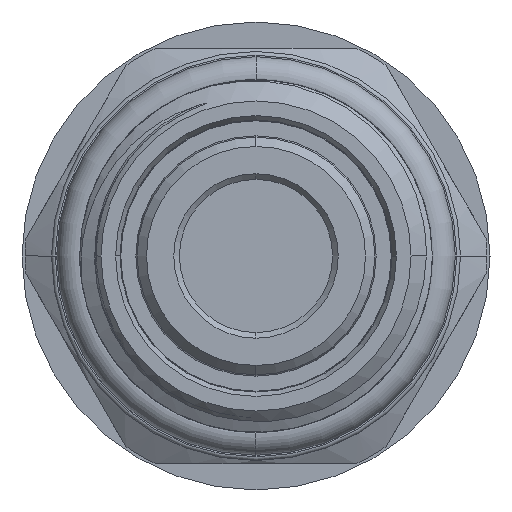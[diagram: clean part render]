
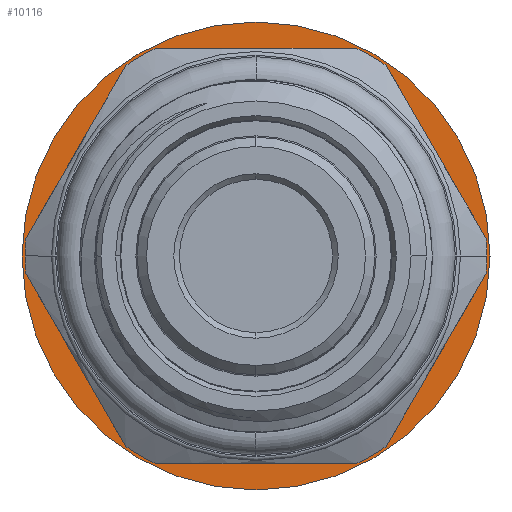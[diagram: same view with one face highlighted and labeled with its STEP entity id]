
A CAD part, left-side view. The second image highlights one B-rep face of the part: STEP entity #10116.
In plain terms, the highlighted planar face has unit normal (-1, 0, 0).
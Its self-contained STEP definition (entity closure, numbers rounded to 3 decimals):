
#326 = VERTEX_POINT ( 'NONE', #7133 ) ;
#370 = EDGE_CURVE ( 'NONE', #10259, #326, #10926, .T. ) ;
#375 = DIRECTION ( 'NONE',  ( 1., 0., 0. ) ) ;
#641 = ORIENTED_EDGE ( 'NONE', *, *, #6345, .T. ) ;
#809 = DIRECTION ( 'NONE',  ( 0., 1., 0. ) ) ;
#1647 = DIRECTION ( 'NONE',  ( 0., -1., 0. ) ) ;
#1765 = PLANE ( 'NONE',  #10134 ) ;
#1962 = CARTESIAN_POINT ( 'NONE',  ( 38.543, -10.725, 0. ) ) ;
#2113 = ORIENTED_EDGE ( 'NONE', *, *, #7330, .T. ) ;
#2169 = CARTESIAN_POINT ( 'NONE',  ( 38.543, 0., 0. ) ) ;
#2847 = DIRECTION ( 'NONE',  ( -1., 0., 0. ) ) ;
#2908 = CARTESIAN_POINT ( 'NONE',  ( 38.543, 12.5, 0. ) ) ;
#2935 = AXIS2_PLACEMENT_3D ( 'NONE', #2169, #10324, #8556 ) ;
#3002 = CIRCLE ( 'NONE', #7666, 12.5 ) ;
#3691 = EDGE_LOOP ( 'NONE', ( #641, #6289 ) ) ;
#3743 = FACE_OUTER_BOUND ( 'NONE', #3691, .T. ) ;
#4316 = AXIS2_PLACEMENT_3D ( 'NONE', #5753, #375, #8441 ) ;
#4341 = DIRECTION ( 'NONE',  ( -1., 0., 0. ) ) ;
#4902 = FACE_BOUND ( 'NONE', #6867, .T. ) ;
#5753 = CARTESIAN_POINT ( 'NONE',  ( 38.543, 0., 0. ) ) ;
#5996 = VERTEX_POINT ( 'NONE', #2908 ) ;
#6143 = CIRCLE ( 'NONE', #4316, 10.725 ) ;
#6161 = ORIENTED_EDGE ( 'NONE', *, *, #370, .T. ) ;
#6209 = CARTESIAN_POINT ( 'NONE',  ( 38.543, 0., 0. ) ) ;
#6277 = DIRECTION ( 'NONE',  ( 1., 0., 0. ) ) ;
#6289 = ORIENTED_EDGE ( 'NONE', *, *, #8149, .T. ) ;
#6345 = EDGE_CURVE ( 'NONE', #11683, #5996, #3002, .T. ) ;
#6867 = EDGE_LOOP ( 'NONE', ( #2113, #6161 ) ) ;
#7133 = CARTESIAN_POINT ( 'NONE',  ( 38.543, 10.725, 0. ) ) ;
#7330 = EDGE_CURVE ( 'NONE', #326, #10259, #6143, .T. ) ;
#7666 = AXIS2_PLACEMENT_3D ( 'NONE', #6209, #4341, #1647 ) ;
#8149 = EDGE_CURVE ( 'NONE', #5996, #11683, #9665, .T. ) ;
#8229 = DIRECTION ( 'NONE',  ( 0., -1., 0. ) ) ;
#8441 = DIRECTION ( 'NONE',  ( 0., 1., 0. ) ) ;
#8447 = CARTESIAN_POINT ( 'NONE',  ( 38.543, -12.5, 0. ) ) ;
#8556 = DIRECTION ( 'NONE',  ( 0., -1., 0. ) ) ;
#9025 = CARTESIAN_POINT ( 'NONE',  ( 38.543, 0., 0. ) ) ;
#9665 = CIRCLE ( 'NONE', #2935, 12.5 ) ;
#10061 = CARTESIAN_POINT ( 'NONE',  ( 38.543, 0., 0. ) ) ;
#10116 = ADVANCED_FACE ( 'NONE', ( #4902, #3743 ), #1765, .T. ) ;
#10134 = AXIS2_PLACEMENT_3D ( 'NONE', #10061, #2847, #8229 ) ;
#10259 = VERTEX_POINT ( 'NONE', #1962 ) ;
#10324 = DIRECTION ( 'NONE',  ( -1., 0., 0. ) ) ;
#10926 = CIRCLE ( 'NONE', #11526, 10.725 ) ;
#11526 = AXIS2_PLACEMENT_3D ( 'NONE', #9025, #6277, #809 ) ;
#11683 = VERTEX_POINT ( 'NONE', #8447 ) ;
